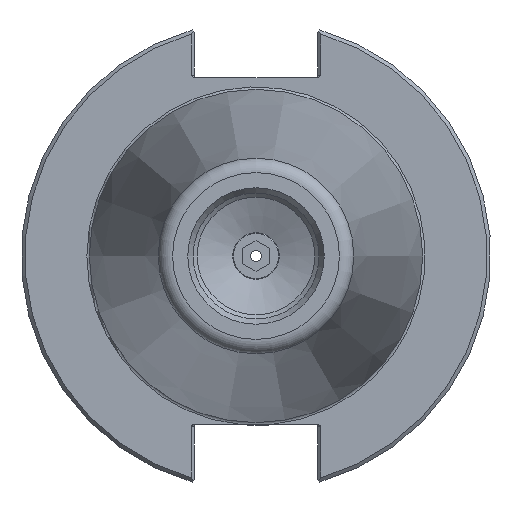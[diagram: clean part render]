
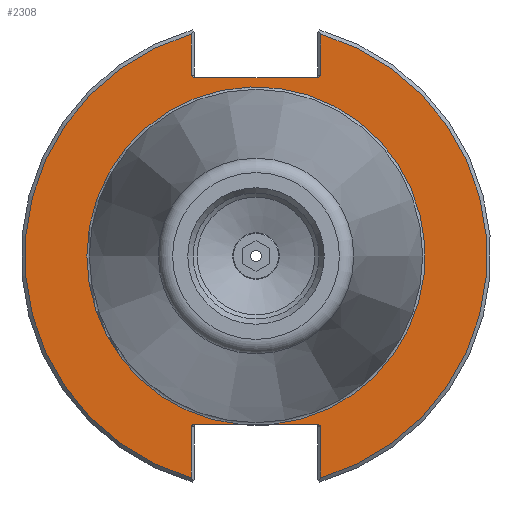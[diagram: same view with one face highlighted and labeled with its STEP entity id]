
A CAD part, left-side view. The second image highlights one B-rep face of the part: STEP entity #2308.
In plain terms, the highlighted planar face has unit normal (-1, 0, 0).
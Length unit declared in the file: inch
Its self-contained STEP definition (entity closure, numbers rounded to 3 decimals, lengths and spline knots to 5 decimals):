
#35=ELLIPSE('',#2459,0.02828,0.02);
#39=ELLIPSE('',#2468,0.02828,0.02);
#40=ELLIPSE('',#2472,0.02828,0.02);
#44=ELLIPSE('',#2481,0.02828,0.02);
#129=LINE('',#4483,#251);
#137=LINE('',#4515,#259);
#145=LINE('',#4546,#267);
#153=LINE('',#4578,#275);
#155=LINE('',#4603,#277);
#156=LINE('',#4605,#278);
#157=LINE('',#4607,#279);
#251=VECTOR('',#2828,0.33967);
#259=VECTOR('',#2854,0.42367);
#267=VECTOR('',#2878,0.42367);
#275=VECTOR('',#2904,0.33967);
#277=VECTOR('',#2916,0.36464);
#278=VECTOR('',#2919,1.00843);
#279=VECTOR('',#2922,0.36464);
#385=PLANE('',#2492);
#571=FACE_OUTER_BOUND('',#732,.T.);
#732=EDGE_LOOP('',(#1767,#1768,#1769,#1770,#1771,#1772,#1773,#1774,#1775,
#1776,#1777,#1778,#1779,#1780));
#879=CIRCLE('',#2490,1.395);
#881=CIRCLE('',#2493,1.9075);
#882=CIRCLE('',#2494,1.9075);
#1078=VERTEX_POINT('',#4468);
#1079=VERTEX_POINT('',#4470);
#1082=VERTEX_POINT('',#4482);
#1087=VERTEX_POINT('',#4500);
#1088=VERTEX_POINT('',#4502);
#1091=VERTEX_POINT('',#4514);
#1093=VERTEX_POINT('',#4522);
#1094=VERTEX_POINT('',#4523);
#1100=VERTEX_POINT('',#4542);
#1103=VERTEX_POINT('',#4556);
#1104=VERTEX_POINT('',#4558);
#1109=VERTEX_POINT('',#4574);
#1111=VERTEX_POINT('',#4586);
#1112=VERTEX_POINT('',#4587);
#1322=EDGE_CURVE('',#1078,#1079,#35,.T.);
#1327=EDGE_CURVE('',#1079,#1082,#129,.T.);
#1336=EDGE_CURVE('',#1087,#1088,#39,.T.);
#1341=EDGE_CURVE('',#1088,#1091,#137,.T.);
#1344=EDGE_CURVE('',#1093,#1094,#40,.T.);
#1355=EDGE_CURVE('',#1100,#1093,#145,.T.);
#1360=EDGE_CURVE('',#1103,#1104,#44,.T.);
#1369=EDGE_CURVE('',#1109,#1103,#153,.T.);
#1373=EDGE_CURVE('',#1111,#1112,#879,.T.);
#1375=EDGE_CURVE('',#1094,#1111,#155,.T.);
#1376=EDGE_CURVE('',#1082,#1100,#881,.T.);
#1377=EDGE_CURVE('',#1104,#1078,#156,.T.);
#1378=EDGE_CURVE('',#1091,#1109,#882,.T.);
#1379=EDGE_CURVE('',#1112,#1087,#157,.T.);
#1767=ORIENTED_EDGE('',*,*,#1373,.F.);
#1768=ORIENTED_EDGE('',*,*,#1375,.F.);
#1769=ORIENTED_EDGE('',*,*,#1344,.F.);
#1770=ORIENTED_EDGE('',*,*,#1355,.F.);
#1771=ORIENTED_EDGE('',*,*,#1376,.F.);
#1772=ORIENTED_EDGE('',*,*,#1327,.F.);
#1773=ORIENTED_EDGE('',*,*,#1322,.F.);
#1774=ORIENTED_EDGE('',*,*,#1377,.F.);
#1775=ORIENTED_EDGE('',*,*,#1360,.F.);
#1776=ORIENTED_EDGE('',*,*,#1369,.F.);
#1777=ORIENTED_EDGE('',*,*,#1378,.F.);
#1778=ORIENTED_EDGE('',*,*,#1341,.F.);
#1779=ORIENTED_EDGE('',*,*,#1336,.F.);
#1780=ORIENTED_EDGE('',*,*,#1379,.F.);
#2308=ADVANCED_FACE('',(#571),#385,.T.);
#2459=AXIS2_PLACEMENT_3D('',#4471,#2819,#2820);
#2468=AXIS2_PLACEMENT_3D('',#4503,#2845,#2846);
#2472=AXIS2_PLACEMENT_3D('',#4524,#2858,#2859);
#2481=AXIS2_PLACEMENT_3D('',#4559,#2886,#2887);
#2490=AXIS2_PLACEMENT_3D('',#4599,#2910,#2911);
#2492=AXIS2_PLACEMENT_3D('',#4602,#2914,#2915);
#2493=AXIS2_PLACEMENT_3D('',#4604,#2917,#2918);
#2494=AXIS2_PLACEMENT_3D('',#4606,#2920,#2921);
#2819=DIRECTION('center_axis',(-1.,0.,0.));
#2820=DIRECTION('ref_axis',(0.,-1.,0.));
#2828=DIRECTION('',(0.,0.,1.));
#2845=DIRECTION('center_axis',(-1.,0.,0.));
#2846=DIRECTION('ref_axis',(0.,1.,0.));
#2854=DIRECTION('',(0.,0.,-1.));
#2858=DIRECTION('center_axis',(-1.,0.,0.));
#2859=DIRECTION('ref_axis',(0.,-1.,0.));
#2878=DIRECTION('',(0.,0.,1.));
#2886=DIRECTION('center_axis',(-1.,0.,0.));
#2887=DIRECTION('ref_axis',(0.,1.,0.));
#2904=DIRECTION('',(0.,0.,-1.));
#2910=DIRECTION('center_axis',(-1.,0.,0.));
#2911=DIRECTION('ref_axis',(0.,-1.,0.));
#2914=DIRECTION('center_axis',(-1.,0.,0.));
#2915=DIRECTION('ref_axis',(0.,0.,1.));
#2916=DIRECTION('',(0.,1.,0.));
#2917=DIRECTION('center_axis',(1.,0.,0.));
#2918=DIRECTION('ref_axis',(0.,-1.,0.));
#2919=DIRECTION('',(0.,-1.,0.));
#2920=DIRECTION('center_axis',(1.,0.,0.));
#2921=DIRECTION('ref_axis',(0.,1.,0.));
#2922=DIRECTION('',(0.,1.,0.));
#4468=CARTESIAN_POINT('',(0.125,-0.50422,1.472));
#4470=CARTESIAN_POINT('',(0.125,-0.5325,1.492));
#4471=CARTESIAN_POINT('Origin',(0.125,-0.50422,1.492));
#4482=CARTESIAN_POINT('',(0.125,-0.5325,1.83167));
#4483=CARTESIAN_POINT('',(0.125,-0.5325,0.736));
#4500=CARTESIAN_POINT('',(0.125,0.50422,-1.388));
#4502=CARTESIAN_POINT('',(0.125,0.5325,-1.408));
#4503=CARTESIAN_POINT('Origin',(0.125,0.50422,-1.408));
#4514=CARTESIAN_POINT('',(0.125,0.5325,-1.83167));
#4515=CARTESIAN_POINT('',(0.125,0.5325,-0.694));
#4522=CARTESIAN_POINT('',(0.125,-0.5325,-1.408));
#4523=CARTESIAN_POINT('',(0.125,-0.50422,-1.388));
#4524=CARTESIAN_POINT('Origin',(0.125,-0.50422,-1.408));
#4542=CARTESIAN_POINT('',(0.125,-0.5325,-1.83167));
#4546=CARTESIAN_POINT('',(0.125,-0.5325,-0.694));
#4556=CARTESIAN_POINT('',(0.125,0.5325,1.492));
#4558=CARTESIAN_POINT('',(0.125,0.50422,1.472));
#4559=CARTESIAN_POINT('Origin',(0.125,0.50422,1.492));
#4574=CARTESIAN_POINT('',(0.125,0.5325,1.83167));
#4578=CARTESIAN_POINT('',(0.125,0.5325,0.736));
#4586=CARTESIAN_POINT('',(0.125,-0.13957,-1.388));
#4587=CARTESIAN_POINT('',(0.125,0.13957,-1.388));
#4599=CARTESIAN_POINT('Origin',(0.125,0.,0.));
#4602=CARTESIAN_POINT('Origin',(0.125,1.65625,0.));
#4603=CARTESIAN_POINT('',(0.125,0.82813,-1.388));
#4604=CARTESIAN_POINT('Origin',(0.125,0.,0.));
#4605=CARTESIAN_POINT('',(0.125,0.82813,1.472));
#4606=CARTESIAN_POINT('Origin',(0.125,0.,0.));
#4607=CARTESIAN_POINT('',(0.125,0.82813,-1.388));
